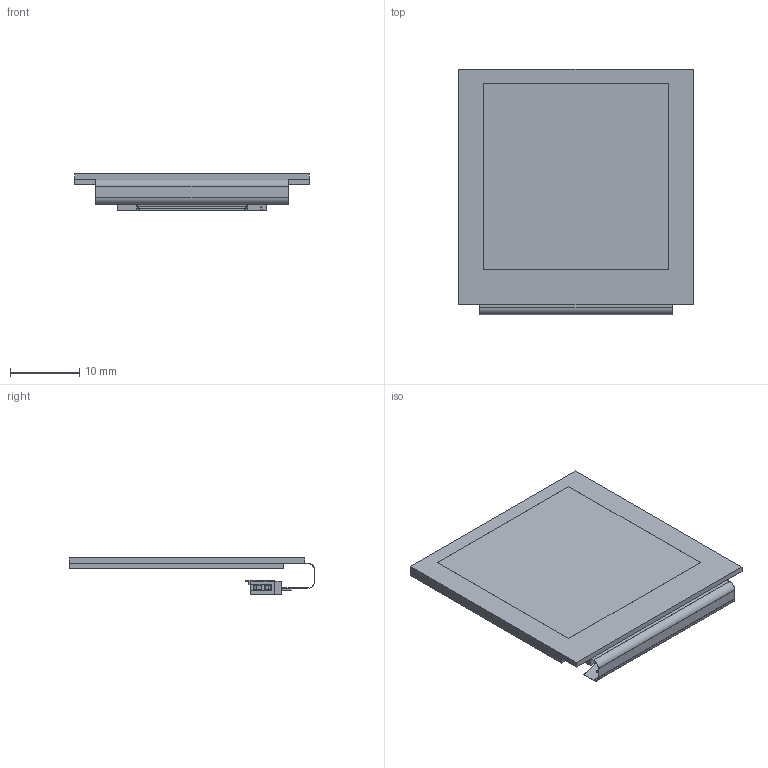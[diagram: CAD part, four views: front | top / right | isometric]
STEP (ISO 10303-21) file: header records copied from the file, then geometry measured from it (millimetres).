
FILE_DESCRIPTION(('FreeCAD Model'),'2;1');
FILE_NAME('SSD1351_Connector_v3_cp.step','2020-07-17T12:23:25',('kicad StepUp'),('ksu MCAD' ),'Open CASCADE STEP processor 7.3','FreeCAD','Unknown');
FILE_SCHEMA(('AUTOMOTIVE_DESIGN { 1 0 10303 214 1 1 1 1 }'));
Length unit declared in the file: millimetre
Products named in the file (1): SSD1351_Connector_v3_cp
Bounding box: 33.8 x 35.5 x 5.27 mm (x, y, z)
Volume: 1947.7 mm3; surface area: 7402.6 mm2
Topology: 6 solids, 6 shells, 848 faces, 2507 edges, 1668 vertices
Faces by surface type: plane 800, cylinder 48
Full cylindrical faces by diameter (mm): 0.5 x2
Entity records: 33758 total; most frequent: CARTESIAN_POINT 5024, ORIENTED_EDGE 5014, DIRECTION 4303, EDGE_CURVE 2507, LINE 2409, VECTOR 2409, VERTEX_POINT 1668, AXIS2_PLACEMENT_3D 947
